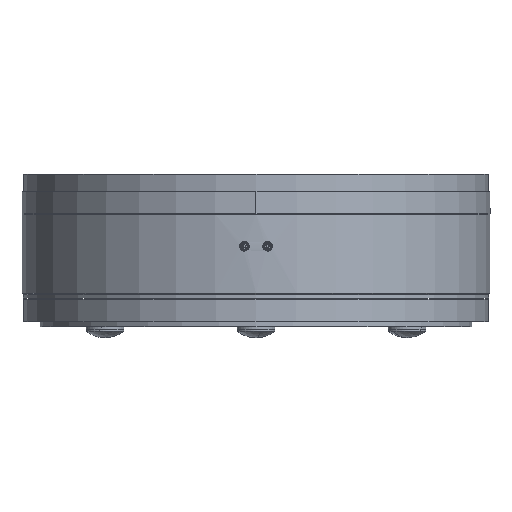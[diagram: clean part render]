
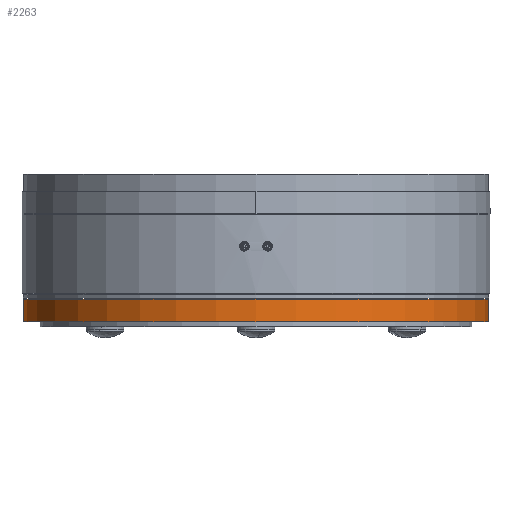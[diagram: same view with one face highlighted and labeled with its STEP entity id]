
A CAD part, front view. The second image highlights one B-rep face of the part: STEP entity #2263.
In plain terms, the highlighted cylindrical face has radius 80 mm (diameter 160 mm), a partial arc.
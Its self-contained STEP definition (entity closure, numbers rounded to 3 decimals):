
#182 = ORIENTED_EDGE ( 'NONE', *, *, #1337, .T. ) ;
#212 = VERTEX_POINT ( 'NONE', #1659 ) ;
#335 = DIRECTION ( 'NONE',  ( 0., 0., 1. ) ) ;
#358 = AXIS2_PLACEMENT_3D ( 'NONE', #5311, #6175, #2442 ) ;
#1176 = DIRECTION ( 'NONE',  ( 0., 0., 1. ) ) ;
#1337 = EDGE_CURVE ( 'NONE', #8149, #4968, #8355, .T. ) ;
#1659 = CARTESIAN_POINT ( 'NONE',  ( -80., 0., 0. ) ) ;
#2076 = FACE_OUTER_BOUND ( 'NONE', #7682, .T. ) ;
#2238 = AXIS2_PLACEMENT_3D ( 'NONE', #9232, #1176, #5518 ) ;
#2263 = ADVANCED_FACE ( 'NONE', ( #2076 ), #3541, .T. ) ;
#2442 = DIRECTION ( 'NONE',  ( 1., 0., 0. ) ) ;
#2586 = VECTOR ( 'NONE', #335, 1000. ) ;
#3254 = CIRCLE ( 'NONE', #358, 80. ) ;
#3472 = CARTESIAN_POINT ( 'NONE',  ( -80., 0., 3.326 ) ) ;
#3541 = CYLINDRICAL_SURFACE ( 'NONE', #2238, 80. ) ;
#3640 = CARTESIAN_POINT ( 'NONE',  ( 0., 0., 0. ) ) ;
#3799 = EDGE_CURVE ( 'NONE', #5722, #8149, #3254, .T. ) ;
#3827 = VECTOR ( 'NONE', #6398, 1000. ) ;
#4157 = ORIENTED_EDGE ( 'NONE', *, *, #7895, .F. ) ;
#4434 = ORIENTED_EDGE ( 'NONE', *, *, #3799, .T. ) ;
#4968 = VERTEX_POINT ( 'NONE', #6222 ) ;
#5311 = CARTESIAN_POINT ( 'NONE',  ( 0., 0., -7.7 ) ) ;
#5518 = DIRECTION ( 'NONE',  ( 1., 0., 0. ) ) ;
#5722 = VERTEX_POINT ( 'NONE', #5966 ) ;
#5772 = CARTESIAN_POINT ( 'NONE',  ( 80., 0., -7.7 ) ) ;
#5966 = CARTESIAN_POINT ( 'NONE',  ( -80., 0., -7.7 ) ) ;
#6175 = DIRECTION ( 'NONE',  ( 0., 0., 1. ) ) ;
#6222 = CARTESIAN_POINT ( 'NONE',  ( 80., 0., 0. ) ) ;
#6344 = AXIS2_PLACEMENT_3D ( 'NONE', #3640, #7207, #6571 ) ;
#6398 = DIRECTION ( 'NONE',  ( 0., 0., 1. ) ) ;
#6486 = CIRCLE ( 'NONE', #6344, 80. ) ;
#6571 = DIRECTION ( 'NONE',  ( 1., 0., 0. ) ) ;
#7207 = DIRECTION ( 'NONE',  ( 0., 0., 1. ) ) ;
#7682 = EDGE_LOOP ( 'NONE', ( #4157, #4434, #182, #7705 ) ) ;
#7705 = ORIENTED_EDGE ( 'NONE', *, *, #9340, .F. ) ;
#7895 = EDGE_CURVE ( 'NONE', #5722, #212, #8635, .T. ) ;
#8149 = VERTEX_POINT ( 'NONE', #5772 ) ;
#8171 = CARTESIAN_POINT ( 'NONE',  ( 80., 0., 3.326 ) ) ;
#8355 = LINE ( 'NONE', #8171, #2586 ) ;
#8635 = LINE ( 'NONE', #3472, #3827 ) ;
#9232 = CARTESIAN_POINT ( 'NONE',  ( 0., 0., 3.326 ) ) ;
#9340 = EDGE_CURVE ( 'NONE', #212, #4968, #6486, .T. ) ;
